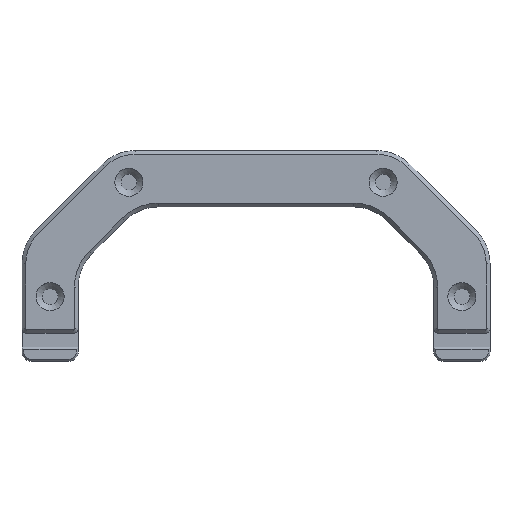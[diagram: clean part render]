
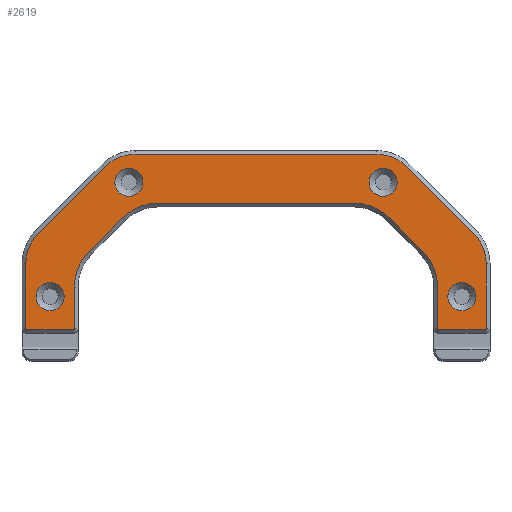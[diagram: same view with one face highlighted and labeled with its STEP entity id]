
A CAD part, top view. The second image highlights one B-rep face of the part: STEP entity #2619.
In plain terms, the highlighted planar face has unit normal (0, 0, 1).
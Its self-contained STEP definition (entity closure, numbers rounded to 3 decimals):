
#57=FACE_BOUND('',#452,.T.);
#58=FACE_BOUND('',#453,.T.);
#59=FACE_BOUND('',#454,.T.);
#60=FACE_BOUND('',#455,.T.);
#137=PLANE('',#2896);
#289=FACE_OUTER_BOUND('',#451,.T.);
#451=EDGE_LOOP('',(#2321,#2322,#2323,#2324,#2325,#2326,#2327,#2328,#2329,
#2330,#2331,#2332,#2333,#2334,#2335,#2336,#2337,#2338,#2339,#2340,#2341,
#2342,#2343,#2344));
#452=EDGE_LOOP('',(#2345));
#453=EDGE_LOOP('',(#2346));
#454=EDGE_LOOP('',(#2347));
#455=EDGE_LOOP('',(#2348));
#650=LINE('',#4226,#912);
#655=LINE('',#4240,#917);
#659=LINE('',#4252,#921);
#664=LINE('',#4265,#926);
#668=LINE('',#4277,#930);
#671=LINE('',#4288,#933);
#675=LINE('',#4300,#937);
#679=LINE('',#4312,#941);
#683=LINE('',#4324,#945);
#688=LINE('',#4337,#950);
#692=LINE('',#4349,#954);
#695=LINE('',#4360,#957);
#912=VECTOR('',#3459,10.);
#917=VECTOR('',#3472,10.);
#921=VECTOR('',#3484,10.);
#926=VECTOR('',#3497,10.);
#930=VECTOR('',#3509,10.);
#933=VECTOR('',#3520,10.);
#937=VECTOR('',#3532,10.);
#941=VECTOR('',#3544,10.);
#945=VECTOR('',#3556,10.);
#950=VECTOR('',#3569,10.);
#954=VECTOR('',#3581,10.);
#957=VECTOR('',#3592,10.);
#1053=CIRCLE('',#2788,3.);
#1056=CIRCLE('',#2793,3.);
#1061=CIRCLE('',#2802,3.);
#1064=CIRCLE('',#2807,3.);
#1075=CIRCLE('',#2834,10.8);
#1077=CIRCLE('',#2838,10.8);
#1080=CIRCLE('',#2843,0.2);
#1082=CIRCLE('',#2847,0.2);
#1083=CIRCLE('',#2850,9.2);
#1085=CIRCLE('',#2854,9.2);
#1087=CIRCLE('',#2858,9.2);
#1089=CIRCLE('',#2862,9.2);
#1092=CIRCLE('',#2867,0.2);
#1094=CIRCLE('',#2871,0.2);
#1095=CIRCLE('',#2874,10.8);
#1097=CIRCLE('',#2878,10.8);
#1221=VERTEX_POINT('',#4102);
#1224=VERTEX_POINT('',#4112);
#1229=VERTEX_POINT('',#4130);
#1232=VERTEX_POINT('',#4140);
#1260=VERTEX_POINT('',#4223);
#1261=VERTEX_POINT('',#4225);
#1264=VERTEX_POINT('',#4232);
#1266=VERTEX_POINT('',#4238);
#1268=VERTEX_POINT('',#4244);
#1270=VERTEX_POINT('',#4250);
#1272=VERTEX_POINT('',#4257);
#1274=VERTEX_POINT('',#4263);
#1276=VERTEX_POINT('',#4269);
#1278=VERTEX_POINT('',#4275);
#1280=VERTEX_POINT('',#4280);
#1282=VERTEX_POINT('',#4286);
#1284=VERTEX_POINT('',#4292);
#1286=VERTEX_POINT('',#4298);
#1288=VERTEX_POINT('',#4304);
#1290=VERTEX_POINT('',#4310);
#1292=VERTEX_POINT('',#4316);
#1294=VERTEX_POINT('',#4322);
#1296=VERTEX_POINT('',#4329);
#1298=VERTEX_POINT('',#4335);
#1300=VERTEX_POINT('',#4341);
#1302=VERTEX_POINT('',#4347);
#1304=VERTEX_POINT('',#4352);
#1306=VERTEX_POINT('',#4358);
#1518=EDGE_CURVE('',#1221,#1221,#1053,.T.);
#1523=EDGE_CURVE('',#1224,#1224,#1056,.T.);
#1532=EDGE_CURVE('',#1229,#1229,#1061,.T.);
#1537=EDGE_CURVE('',#1232,#1232,#1064,.T.);
#1578=EDGE_CURVE('',#1260,#1261,#650,.T.);
#1582=EDGE_CURVE('',#1264,#1260,#1075,.T.);
#1585=EDGE_CURVE('',#1266,#1264,#655,.T.);
#1588=EDGE_CURVE('',#1268,#1266,#1077,.T.);
#1591=EDGE_CURVE('',#1270,#1268,#659,.T.);
#1595=EDGE_CURVE('',#1272,#1270,#1080,.T.);
#1598=EDGE_CURVE('',#1274,#1272,#664,.T.);
#1601=EDGE_CURVE('',#1276,#1274,#1082,.T.);
#1604=EDGE_CURVE('',#1278,#1276,#668,.T.);
#1606=EDGE_CURVE('',#1280,#1278,#1083,.T.);
#1609=EDGE_CURVE('',#1282,#1280,#671,.T.);
#1612=EDGE_CURVE('',#1284,#1282,#1085,.T.);
#1615=EDGE_CURVE('',#1286,#1284,#675,.T.);
#1618=EDGE_CURVE('',#1288,#1286,#1087,.T.);
#1621=EDGE_CURVE('',#1290,#1288,#679,.T.);
#1624=EDGE_CURVE('',#1292,#1290,#1089,.T.);
#1627=EDGE_CURVE('',#1294,#1292,#683,.T.);
#1631=EDGE_CURVE('',#1296,#1294,#1092,.T.);
#1634=EDGE_CURVE('',#1298,#1296,#688,.T.);
#1637=EDGE_CURVE('',#1300,#1298,#1094,.T.);
#1640=EDGE_CURVE('',#1302,#1300,#692,.T.);
#1642=EDGE_CURVE('',#1304,#1302,#1095,.T.);
#1645=EDGE_CURVE('',#1306,#1304,#695,.T.);
#1647=EDGE_CURVE('',#1261,#1306,#1097,.T.);
#2321=ORIENTED_EDGE('',*,*,#1578,.F.);
#2322=ORIENTED_EDGE('',*,*,#1582,.F.);
#2323=ORIENTED_EDGE('',*,*,#1585,.F.);
#2324=ORIENTED_EDGE('',*,*,#1588,.F.);
#2325=ORIENTED_EDGE('',*,*,#1591,.F.);
#2326=ORIENTED_EDGE('',*,*,#1595,.F.);
#2327=ORIENTED_EDGE('',*,*,#1598,.F.);
#2328=ORIENTED_EDGE('',*,*,#1601,.F.);
#2329=ORIENTED_EDGE('',*,*,#1604,.F.);
#2330=ORIENTED_EDGE('',*,*,#1606,.F.);
#2331=ORIENTED_EDGE('',*,*,#1609,.F.);
#2332=ORIENTED_EDGE('',*,*,#1612,.F.);
#2333=ORIENTED_EDGE('',*,*,#1615,.F.);
#2334=ORIENTED_EDGE('',*,*,#1618,.F.);
#2335=ORIENTED_EDGE('',*,*,#1621,.F.);
#2336=ORIENTED_EDGE('',*,*,#1624,.F.);
#2337=ORIENTED_EDGE('',*,*,#1627,.F.);
#2338=ORIENTED_EDGE('',*,*,#1631,.F.);
#2339=ORIENTED_EDGE('',*,*,#1634,.F.);
#2340=ORIENTED_EDGE('',*,*,#1637,.F.);
#2341=ORIENTED_EDGE('',*,*,#1640,.F.);
#2342=ORIENTED_EDGE('',*,*,#1642,.F.);
#2343=ORIENTED_EDGE('',*,*,#1645,.F.);
#2344=ORIENTED_EDGE('',*,*,#1647,.F.);
#2345=ORIENTED_EDGE('',*,*,#1523,.T.);
#2346=ORIENTED_EDGE('',*,*,#1518,.T.);
#2347=ORIENTED_EDGE('',*,*,#1537,.T.);
#2348=ORIENTED_EDGE('',*,*,#1532,.T.);
#2619=ADVANCED_FACE('',(#289,#57,#58,#59,#60),#137,.T.);
#2788=AXIS2_PLACEMENT_3D('',#4103,#3331,#3332);
#2793=AXIS2_PLACEMENT_3D('',#4113,#3343,#3344);
#2802=AXIS2_PLACEMENT_3D('',#4131,#3365,#3366);
#2807=AXIS2_PLACEMENT_3D('',#4141,#3377,#3378);
#2834=AXIS2_PLACEMENT_3D('',#4234,#3465,#3466);
#2838=AXIS2_PLACEMENT_3D('',#4246,#3477,#3478);
#2843=AXIS2_PLACEMENT_3D('',#4259,#3491,#3492);
#2847=AXIS2_PLACEMENT_3D('',#4271,#3503,#3504);
#2850=AXIS2_PLACEMENT_3D('',#4282,#3513,#3514);
#2854=AXIS2_PLACEMENT_3D('',#4294,#3525,#3526);
#2858=AXIS2_PLACEMENT_3D('',#4306,#3537,#3538);
#2862=AXIS2_PLACEMENT_3D('',#4318,#3549,#3550);
#2867=AXIS2_PLACEMENT_3D('',#4331,#3563,#3564);
#2871=AXIS2_PLACEMENT_3D('',#4343,#3575,#3576);
#2874=AXIS2_PLACEMENT_3D('',#4354,#3585,#3586);
#2878=AXIS2_PLACEMENT_3D('',#4363,#3596,#3597);
#2896=AXIS2_PLACEMENT_3D('',#4412,#3652,#3653);
#3331=DIRECTION('center_axis',(0.,0.,-1.));
#3332=DIRECTION('ref_axis',(1.,0.,0.));
#3343=DIRECTION('center_axis',(0.,0.,-1.));
#3344=DIRECTION('ref_axis',(1.,0.,0.));
#3365=DIRECTION('center_axis',(0.,0.,-1.));
#3366=DIRECTION('ref_axis',(-1.,0.,0.));
#3377=DIRECTION('center_axis',(0.,0.,-1.));
#3378=DIRECTION('ref_axis',(-1.,0.,0.));
#3459=DIRECTION('',(-1.,0.,0.));
#3465=DIRECTION('center_axis',(0.,0.,1.));
#3466=DIRECTION('ref_axis',(0.707,0.707,0.));
#3472=DIRECTION('',(-0.707,0.707,0.));
#3477=DIRECTION('center_axis',(0.,0.,1.));
#3478=DIRECTION('ref_axis',(1.,0.,0.));
#3484=DIRECTION('',(0.,1.,0.));
#3491=DIRECTION('center_axis',(0.,0.,-1.));
#3492=DIRECTION('ref_axis',(-0.707,-0.707,0.));
#3497=DIRECTION('',(-1.,0.,0.));
#3503=DIRECTION('center_axis',(0.,0.,-1.));
#3504=DIRECTION('ref_axis',(0.707,-0.707,0.));
#3509=DIRECTION('',(0.,-1.,0.));
#3513=DIRECTION('center_axis',(0.,0.,-1.));
#3514=DIRECTION('ref_axis',(1.,0.,0.));
#3520=DIRECTION('',(0.707,-0.707,0.));
#3525=DIRECTION('center_axis',(0.,0.,-1.));
#3526=DIRECTION('ref_axis',(0.707,0.707,0.));
#3532=DIRECTION('',(1.,0.,0.));
#3537=DIRECTION('center_axis',(0.,0.,-1.));
#3538=DIRECTION('ref_axis',(0.,1.,0.));
#3544=DIRECTION('',(0.707,0.707,0.));
#3549=DIRECTION('center_axis',(0.,0.,-1.));
#3550=DIRECTION('ref_axis',(-0.707,0.707,0.));
#3556=DIRECTION('',(0.,1.,0.));
#3563=DIRECTION('center_axis',(0.,0.,-1.));
#3564=DIRECTION('ref_axis',(-0.707,-0.707,0.));
#3569=DIRECTION('',(-1.,0.,0.));
#3575=DIRECTION('center_axis',(0.,0.,-1.));
#3576=DIRECTION('ref_axis',(0.707,-0.707,0.));
#3581=DIRECTION('',(0.,-1.,0.));
#3585=DIRECTION('center_axis',(0.,0.,1.));
#3586=DIRECTION('ref_axis',(-0.707,0.707,0.));
#3592=DIRECTION('',(-0.707,-0.707,0.));
#3596=DIRECTION('center_axis',(0.,0.,1.));
#3597=DIRECTION('ref_axis',(0.,1.,0.));
#3652=DIRECTION('center_axis',(0.,0.,1.));
#3653=DIRECTION('ref_axis',(-1.,0.,0.));
#4102=CARTESIAN_POINT('',(24.17,25.239,12.));
#4103=CARTESIAN_POINT('Origin',(27.17,25.239,12.));
#4112=CARTESIAN_POINT('',(41.,0.8,12.));
#4113=CARTESIAN_POINT('Origin',(44.,0.8,12.));
#4130=CARTESIAN_POINT('',(-24.17,25.239,12.));
#4131=CARTESIAN_POINT('Origin',(-27.17,25.239,12.));
#4140=CARTESIAN_POINT('',(-41.,0.8,12.));
#4141=CARTESIAN_POINT('Origin',(-44.,0.8,12.));
#4223=CARTESIAN_POINT('',(20.858,20.8,12.));
#4225=CARTESIAN_POINT('',(-20.858,20.8,12.));
#4226=CARTESIAN_POINT('',(-10.429,20.8,12.));
#4232=CARTESIAN_POINT('',(28.495,17.637,12.));
#4234=CARTESIAN_POINT('Origin',(20.858,10.,12.));
#4238=CARTESIAN_POINT('',(35.637,10.495,12.));
#4240=CARTESIAN_POINT('',(22.28,23.851,12.));
#4244=CARTESIAN_POINT('',(38.8,2.858,12.));
#4246=CARTESIAN_POINT('Origin',(28.,2.858,12.));
#4250=CARTESIAN_POINT('',(38.8,-6.,12.));
#4252=CARTESIAN_POINT('',(38.8,8.429,12.));
#4257=CARTESIAN_POINT('',(39.,-6.2,12.));
#4259=CARTESIAN_POINT('Origin',(39.,-6.,12.));
#4263=CARTESIAN_POINT('',(49.,-6.2,12.));
#4265=CARTESIAN_POINT('',(22.,-6.2,12.));
#4269=CARTESIAN_POINT('',(49.2,-6.,12.));
#4271=CARTESIAN_POINT('Origin',(49.,-6.,12.));
#4275=CARTESIAN_POINT('',(49.2,7.828,12.));
#4277=CARTESIAN_POINT('',(49.2,5.,12.));
#4280=CARTESIAN_POINT('',(46.505,14.334,12.));
#4282=CARTESIAN_POINT('Origin',(40.,7.828,12.));
#4286=CARTESIAN_POINT('',(32.334,28.505,12.));
#4288=CARTESIAN_POINT('',(34.962,25.877,12.));
#4292=CARTESIAN_POINT('',(25.828,31.2,12.));
#4294=CARTESIAN_POINT('Origin',(25.828,22.,12.));
#4298=CARTESIAN_POINT('',(-25.828,31.2,12.));
#4300=CARTESIAN_POINT('',(12.914,31.2,12.));
#4304=CARTESIAN_POINT('',(-32.334,28.505,12.));
#4306=CARTESIAN_POINT('Origin',(-25.828,22.,12.));
#4310=CARTESIAN_POINT('',(-46.505,14.334,12.));
#4312=CARTESIAN_POINT('',(-27.877,32.962,12.));
#4316=CARTESIAN_POINT('',(-49.2,7.828,12.));
#4318=CARTESIAN_POINT('Origin',(-40.,7.828,12.));
#4322=CARTESIAN_POINT('',(-49.2,-6.,12.));
#4324=CARTESIAN_POINT('',(-49.2,10.914,12.));
#4329=CARTESIAN_POINT('',(-49.,-6.2,12.));
#4331=CARTESIAN_POINT('Origin',(-49.,-6.,12.));
#4335=CARTESIAN_POINT('',(-39.,-6.2,12.));
#4337=CARTESIAN_POINT('',(-22.,-6.2,12.));
#4341=CARTESIAN_POINT('',(-38.8,-6.,12.));
#4343=CARTESIAN_POINT('Origin',(-39.,-6.,12.));
#4347=CARTESIAN_POINT('',(-38.8,2.858,12.));
#4349=CARTESIAN_POINT('',(-38.8,5.,12.));
#4352=CARTESIAN_POINT('',(-35.637,10.495,12.));
#4354=CARTESIAN_POINT('Origin',(-28.,2.858,12.));
#4358=CARTESIAN_POINT('',(-28.495,17.637,12.));
#4360=CARTESIAN_POINT('',(-25.851,20.28,12.));
#4363=CARTESIAN_POINT('Origin',(-20.858,10.,12.));
#4412=CARTESIAN_POINT('Origin',(0.,14.,12.));
